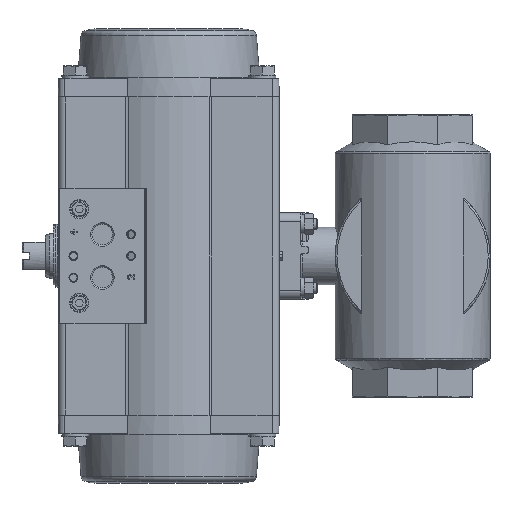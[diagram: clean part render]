
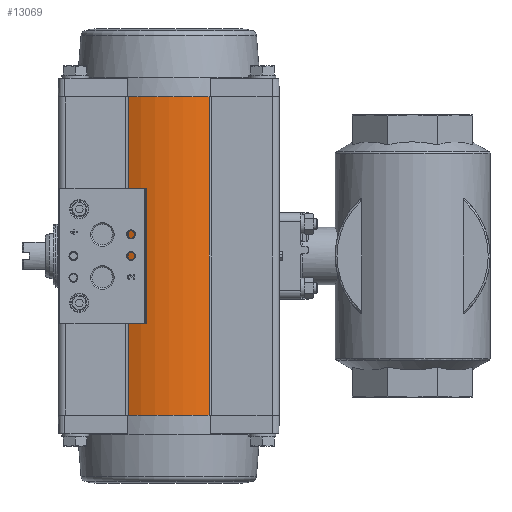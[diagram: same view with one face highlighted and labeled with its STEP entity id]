
A CAD part, left-side view. The second image highlights one B-rep face of the part: STEP entity #13069.
In plain terms, the highlighted cylindrical face has radius 51 mm (diameter 102 mm), a partial arc.
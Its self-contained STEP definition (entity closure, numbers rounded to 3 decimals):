
#1724=LINE('',#21927,#2513);
#1725=LINE('',#21931,#2514);
#2513=VECTOR('',#17096,1000.);
#2514=VECTOR('',#17103,1000.);
#4579=ORIENTED_EDGE('',*,*,#7505,.T.);
#4580=ORIENTED_EDGE('',*,*,#7504,.F.);
#4581=ORIENTED_EDGE('',*,*,#7506,.F.);
#4582=ORIENTED_EDGE('',*,*,#7507,.T.);
#7504=EDGE_CURVE('',#8713,#8681,#1724,.T.);
#7505=EDGE_CURVE('',#8677,#8681,#9889,.T.);
#7506=EDGE_CURVE('',#8708,#8713,#9890,.T.);
#7507=EDGE_CURVE('',#8708,#8677,#1725,.T.);
#8677=VERTEX_POINT('',#20690);
#8681=VERTEX_POINT('',#20698);
#8708=VERTEX_POINT('',#20789);
#8713=VERTEX_POINT('',#20799);
#9889=CIRCLE('',#14371,51.);
#9890=CIRCLE('',#14372,51.);
#10705=EDGE_LOOP('',(#4579,#4580,#4581,#4582));
#11840=FACE_BOUND('',#10705,.T.);
#12601=CYLINDRICAL_SURFACE('',#14370,51.);
#13069=ADVANCED_FACE('',(#11840),#12601,.T.);
#14370=AXIS2_PLACEMENT_3D('',#21928,#17097,#17098);
#14371=AXIS2_PLACEMENT_3D('',#21929,#17099,#17100);
#14372=AXIS2_PLACEMENT_3D('',#21930,#17101,#17102);
#17096=DIRECTION('',(0.,0.,-1.));
#17097=DIRECTION('',(0.,0.,-1.));
#17098=DIRECTION('',(-1.,0.,0.));
#17099=DIRECTION('',(0.,0.,1.));
#17100=DIRECTION('',(1.,0.,0.));
#17101=DIRECTION('',(0.,0.,1.));
#17102=DIRECTION('',(1.,0.,0.));
#17103=DIRECTION('',(0.,0.,-1.));
#20690=CARTESIAN_POINT('',(45.806,-22.424,-88.35));
#20698=CARTESIAN_POINT('',(45.806,22.424,-88.35));
#20789=CARTESIAN_POINT('',(45.806,-22.424,88.35));
#20799=CARTESIAN_POINT('',(45.806,22.424,88.35));
#21927=CARTESIAN_POINT('',(45.806,22.424,88.35));
#21928=CARTESIAN_POINT('',(0.,0.,88.35));
#21929=CARTESIAN_POINT('',(0.,0.,-88.35));
#21930=CARTESIAN_POINT('',(0.,0.,88.35));
#21931=CARTESIAN_POINT('',(45.806,-22.424,88.35));
